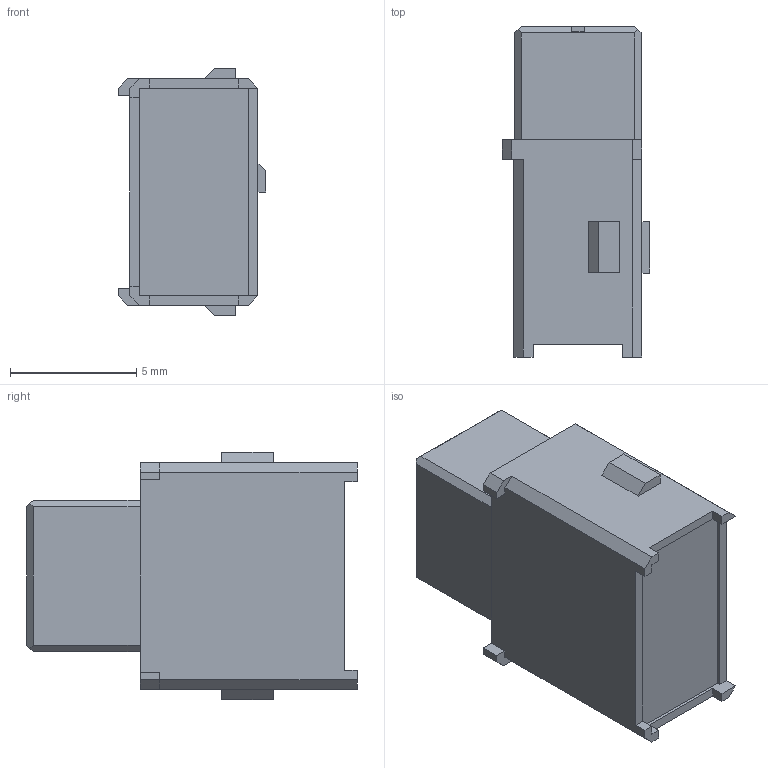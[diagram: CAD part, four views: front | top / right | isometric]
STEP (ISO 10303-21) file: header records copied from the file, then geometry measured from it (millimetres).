
FILE_DESCRIPTION(/* description */ (''),/* implementation_level */ '2;1');
FILE_NAME(/* name */ '_AB11H-body.ipt.step',/* time_stamp */ '2015-01-02T19:20:02-08:00',/* author */ ('Philip'),/* organization */ (''),/* preprocessor_version */ 'ST-DEVELOPER v15.6',/* originating_system */ 'Autodesk Inventor 2015',/* authorisation */ '');
FILE_SCHEMA (('AUTOMOTIVE_DESIGN { 1 0 10303 214 3 1 1 }'));
Length unit declared in the file: inch
Products named in the file (1): _AB11H-body
Bounding box: 5.84 x 13.11 x 9.8 mm (x, y, z)
Volume: 500 mm3; surface area: 421.4 mm2
Topology: 1 solids, 1 shells, 74 faces, 202 edges, 134 vertices
Faces by surface type: plane 74
Entity records: 2323 total; most frequent: CARTESIAN_POINT 411, ORIENTED_EDGE 404, DIRECTION 352, LINE 202, VECTOR 202, EDGE_CURVE 202, VERTEX_POINT 134, EDGE_LOOP 78
